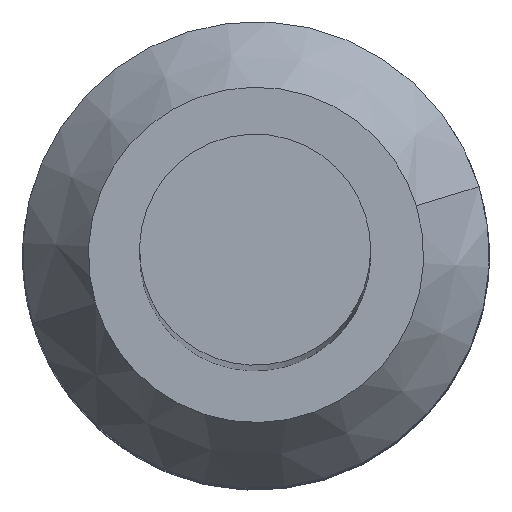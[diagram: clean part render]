
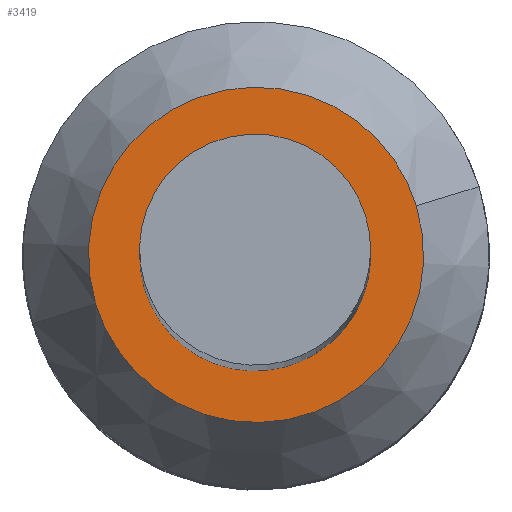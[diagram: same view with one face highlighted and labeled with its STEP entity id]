
A CAD part, top view. The second image highlights one B-rep face of the part: STEP entity #3419.
In plain terms, the highlighted planar face has unit normal (0, 0, 1).
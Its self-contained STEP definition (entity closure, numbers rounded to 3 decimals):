
#3244=AXIS2_PLACEMENT_3D('Circle Axis2P3D',#3242,#3243,$) ;
#3309=AXIS2_PLACEMENT_3D('Circle Axis2P3D',#3307,#3308,$) ;
#3351=AXIS2_PLACEMENT_3D('Plane Axis2P3D',#3348,#3349,#3350) ;
#3239=CARTESIAN_POINT('Vertex',(3.777,7.301,38.2)) ;
#3242=CARTESIAN_POINT('Axis2P3D Location',(5.13,5.14,38.2)) ;
#3246=CARTESIAN_POINT('Vertex',(2.692,4.393,38.2)) ;
#3250=CARTESIAN_POINT('Control Point',(2.692,4.393,38.2)) ;
#3251=CARTESIAN_POINT('Control Point',(2.966,3.499,38.2)) ;
#3252=CARTESIAN_POINT('Control Point',(3.648,2.728,38.2)) ;
#3253=CARTESIAN_POINT('Control Point',(4.671,2.347,38.2)) ;
#3254=CARTESIAN_POINT('Control Point',(5.691,2.483,38.2)) ;
#3255=CARTESIAN_POINT('Control Point',(6.483,2.979,38.2)) ;
#3256=CARTESIAN_POINT('Vertex',(6.483,2.979,38.2)) ;
#3299=CARTESIAN_POINT('Control Point',(6.483,2.979,38.2)) ;
#3300=CARTESIAN_POINT('Control Point',(7.19,3.421,38.2)) ;
#3301=CARTESIAN_POINT('Control Point',(7.707,4.179,38.2)) ;
#3302=CARTESIAN_POINT('Control Point',(7.813,5.09,38.2)) ;
#3303=CARTESIAN_POINT('Control Point',(7.568,5.887,38.2)) ;
#3304=CARTESIAN_POINT('Vertex',(7.568,5.887,38.2)) ;
#3307=CARTESIAN_POINT('Axis2P3D Location',(5.13,5.14,38.2)) ;
#3348=CARTESIAN_POINT('Axis2P3D Location',(4.066,8.688,38.2)) ;
#3354=CARTESIAN_POINT('Control Point',(1.613,4.066,38.2)) ;
#3355=CARTESIAN_POINT('Control Point',(1.502,4.426,38.2)) ;
#3356=CARTESIAN_POINT('Control Point',(1.438,4.801,38.2)) ;
#3357=CARTESIAN_POINT('Control Point',(1.421,5.181,38.2)) ;
#3358=CARTESIAN_POINT('Control Point',(1.486,5.939,38.2)) ;
#3359=CARTESIAN_POINT('Control Point',(1.738,6.655,38.2)) ;
#3360=CARTESIAN_POINT('Control Point',(1.91,6.996,38.2)) ;
#3361=CARTESIAN_POINT('Control Point',(2.336,7.625,38.2)) ;
#3362=CARTESIAN_POINT('Control Point',(2.906,8.128,38.2)) ;
#3363=CARTESIAN_POINT('Control Point',(3.221,8.342,38.2)) ;
#3364=CARTESIAN_POINT('Control Point',(3.9,8.684,38.2)) ;
#3365=CARTESIAN_POINT('Control Point',(4.642,8.845,38.2)) ;
#3366=CARTESIAN_POINT('Control Point',(5.022,8.877,38.2)) ;
#3367=CARTESIAN_POINT('Control Point',(5.781,8.845,38.2)) ;
#3368=CARTESIAN_POINT('Control Point',(6.508,8.623,38.2)) ;
#3369=CARTESIAN_POINT('Control Point',(6.856,8.466,38.2)) ;
#3370=CARTESIAN_POINT('Control Point',(7.503,8.068,38.2)) ;
#3371=CARTESIAN_POINT('Control Point',(8.029,7.52,38.2)) ;
#3372=CARTESIAN_POINT('Control Point',(8.256,7.214,38.2)) ;
#3373=CARTESIAN_POINT('Control Point',(8.473,6.827,38.2)) ;
#3374=CARTESIAN_POINT('Control Point',(8.628,6.415,38.2)) ;
#3375=CARTESIAN_POINT('Control Point',(8.649,6.355,38.2)) ;
#3376=CARTESIAN_POINT('Control Point',(8.669,6.295,38.2)) ;
#3377=CARTESIAN_POINT('Control Point',(8.688,6.235,38.2)) ;
#3378=CARTESIAN_POINT('Vertex',(1.613,4.066,38.2)) ;
#3380=CARTESIAN_POINT('Vertex',(8.688,6.235,38.2)) ;
#3384=CARTESIAN_POINT('Control Point',(8.688,6.235,38.2)) ;
#3385=CARTESIAN_POINT('Control Point',(8.798,5.874,38.2)) ;
#3386=CARTESIAN_POINT('Control Point',(8.863,5.5,38.2)) ;
#3387=CARTESIAN_POINT('Control Point',(8.879,5.119,38.2)) ;
#3388=CARTESIAN_POINT('Control Point',(8.814,4.362,38.2)) ;
#3389=CARTESIAN_POINT('Control Point',(8.562,3.645,38.2)) ;
#3390=CARTESIAN_POINT('Control Point',(8.391,3.305,38.2)) ;
#3391=CARTESIAN_POINT('Control Point',(7.965,2.675,38.2)) ;
#3392=CARTESIAN_POINT('Control Point',(7.395,2.173,38.2)) ;
#3393=CARTESIAN_POINT('Control Point',(7.079,1.959,38.2)) ;
#3394=CARTESIAN_POINT('Control Point',(6.401,1.617,38.2)) ;
#3395=CARTESIAN_POINT('Control Point',(5.658,1.456,38.2)) ;
#3396=CARTESIAN_POINT('Control Point',(5.278,1.424,38.2)) ;
#3397=CARTESIAN_POINT('Control Point',(4.519,1.456,38.2)) ;
#3398=CARTESIAN_POINT('Control Point',(3.792,1.677,38.2)) ;
#3399=CARTESIAN_POINT('Control Point',(3.445,1.834,38.2)) ;
#3400=CARTESIAN_POINT('Control Point',(2.798,2.233,38.2)) ;
#3401=CARTESIAN_POINT('Control Point',(2.271,2.781,38.2)) ;
#3402=CARTESIAN_POINT('Control Point',(2.044,3.087,38.2)) ;
#3403=CARTESIAN_POINT('Control Point',(1.828,3.474,38.2)) ;
#3404=CARTESIAN_POINT('Control Point',(1.672,3.886,38.2)) ;
#3405=CARTESIAN_POINT('Control Point',(1.651,3.945,38.2)) ;
#3406=CARTESIAN_POINT('Control Point',(1.631,4.005,38.2)) ;
#3407=CARTESIAN_POINT('Control Point',(1.613,4.066,38.2)) ;
#3243=DIRECTION('Axis2P3D Direction',(0.,0.,1.)) ;
#3308=DIRECTION('Axis2P3D Direction',(0.,0.,1.)) ;
#3349=DIRECTION('Axis2P3D Direction',(0.,0.,1.)) ;
#3350=DIRECTION('Axis2P3D XDirection',(-0.956,-0.293,0.)) ;
#3410=ORIENTED_EDGE('',*,*,#3382,.F.) ;
#3411=ORIENTED_EDGE('',*,*,#3408,.F.) ;
#3414=ORIENTED_EDGE('',*,*,#3248,.F.) ;
#3415=ORIENTED_EDGE('',*,*,#3311,.F.) ;
#3416=ORIENTED_EDGE('',*,*,#3306,.F.) ;
#3417=ORIENTED_EDGE('',*,*,#3258,.F.) ;
#3418=FACE_BOUND('',#3413,.T.) ;
#3419=ADVANCED_FACE('MANIFOLD_SOLID_BREP #32',(#3412,#3418),#3352,.T.) ;
#3249=B_SPLINE_CURVE_WITH_KNOTS('',5,(#3250,#3251,#3252,#3253,#3254,#3255),.UNSPECIFIED.,.F.,.U.,(6,6),(-2.337,2.337),.UNSPECIFIED.) ;
#3298=B_SPLINE_CURVE_WITH_KNOTS('',4,(#3299,#3300,#3301,#3302,#3303),.UNSPECIFIED.,.F.,.U.,(5,5),(-1.669,1.669),.UNSPECIFIED.) ;
#3353=B_SPLINE_CURVE_WITH_KNOTS('',5,(#3354,#3355,#3356,#3357,#3358,#3359,#3360,#3361,#3362,#3363,#3364,#3365,#3366,#3367,#3368,#3369,#3370,#3371,#3372,#3373,#3374,#3375,#3376,#3377),.UNSPECIFIED.,.F.,.U.,(6,3,3,3,3,3,3,6),(0.,2.665,5.331,7.996,10.661,13.327,15.992,16.438),.UNSPECIFIED.) ;
#3383=B_SPLINE_CURVE_WITH_KNOTS('',5,(#3384,#3385,#3386,#3387,#3388,#3389,#3390,#3391,#3392,#3393,#3394,#3395,#3396,#3397,#3398,#3399,#3400,#3401,#3402,#3403,#3404,#3405,#3406,#3407),.UNSPECIFIED.,.F.,.U.,(6,3,3,3,3,3,3,6),(0.,2.665,5.331,7.996,10.661,13.327,15.992,16.438),.UNSPECIFIED.) ;
#3245=CIRCLE('generated circle',#3244,2.55) ;
#3310=CIRCLE('generated circle',#3309,2.55) ;
#3248=EDGE_CURVE('',#3240,#3247,#3245,.T.) ;
#3258=EDGE_CURVE('',#3247,#3257,#3249,.T.) ;
#3306=EDGE_CURVE('',#3257,#3305,#3298,.T.) ;
#3311=EDGE_CURVE('',#3305,#3240,#3310,.T.) ;
#3382=EDGE_CURVE('',#3379,#3381,#3353,.T.) ;
#3408=EDGE_CURVE('',#3381,#3379,#3383,.T.) ;
#3409=EDGE_LOOP('',(#3410,#3411)) ;
#3413=EDGE_LOOP('',(#3414,#3415,#3416,#3417)) ;
#3412=FACE_OUTER_BOUND('',#3409,.T.) ;
#3352=PLANE('',#3351) ;
#3240=VERTEX_POINT('',#3239) ;
#3247=VERTEX_POINT('',#3246) ;
#3257=VERTEX_POINT('',#3256) ;
#3305=VERTEX_POINT('',#3304) ;
#3379=VERTEX_POINT('',#3378) ;
#3381=VERTEX_POINT('',#3380) ;
